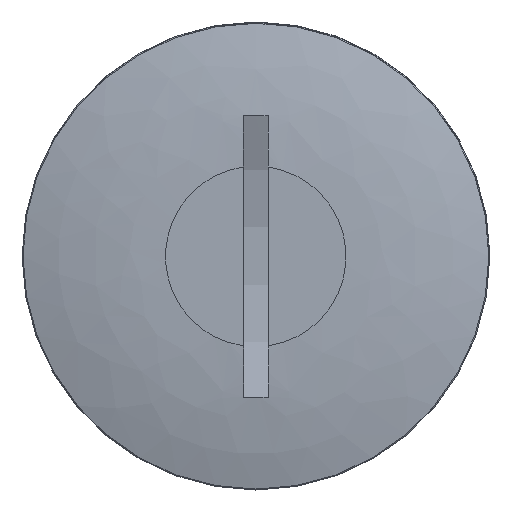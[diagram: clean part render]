
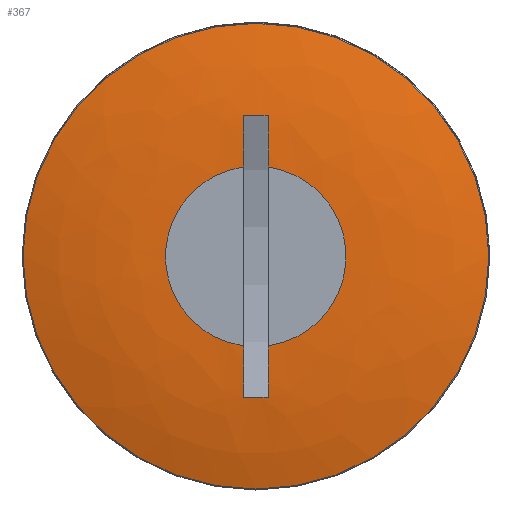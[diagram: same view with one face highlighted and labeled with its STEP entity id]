
A CAD part, left-side view. The second image highlights one B-rep face of the part: STEP entity #367.
In plain terms, the highlighted free-form (B-spline) face has degree [2, 2] with [3, 9] control points.
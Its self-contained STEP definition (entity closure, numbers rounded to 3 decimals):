
#27=ELLIPSE('',#437,420.871,169.284);
#28=ELLIPSE('',#439,420.871,169.284);
#29=ELLIPSE('',#442,420.871,169.284);
#30=ELLIPSE('',#444,420.871,169.284);
#31=(
BOUNDED_CURVE()
B_SPLINE_CURVE(2,(#1227,#1228,#1229),.UNSPECIFIED.,.F.,.F.)
B_SPLINE_CURVE_WITH_KNOTS((3,3),(1.3,1.468),
 .UNSPECIFIED.)
CURVE()
GEOMETRIC_REPRESENTATION_ITEM()
RATIONAL_B_SPLINE_CURVE((1.,0.995,0.996))
REPRESENTATION_ITEM('')
);
#32=(
BOUNDED_SURFACE()
B_SPLINE_SURFACE(2,2,((#1199,#1200,#1201,#1202,#1203,#1204,#1205,#1206,
#1207),(#1208,#1209,#1210,#1211,#1212,#1213,#1214,#1215,#1216),(#1217,#1218,
#1219,#1220,#1221,#1222,#1223,#1224,#1225)),.UNSPECIFIED.,.F.,.T.,.F.)
B_SPLINE_SURFACE_WITH_KNOTS((3,3),(3,2,2,2,3),(-1.56,-1.3),
(-3.142,-1.571,0.,1.571,3.142),
 .UNSPECIFIED.)
GEOMETRIC_REPRESENTATION_ITEM()
RATIONAL_B_SPLINE_SURFACE(((1.,0.707,1.,0.707,1.,
0.707,1.,0.707,1.),(0.992,0.701,
0.992,0.701,0.992,0.701,
0.992,0.701,0.992),(1.,0.707,
1.,0.707,1.,0.707,1.,0.707,1.)))
REPRESENTATION_ITEM('')
SURFACE()
);
#38=LINE('',#1233,#47);
#39=LINE('',#1241,#48);
#40=LINE('',#1247,#49);
#41=LINE('',#1255,#50);
#47=VECTOR('',#516,10.);
#48=VECTOR('',#523,10.);
#49=VECTOR('',#528,10.);
#50=VECTOR('',#535,10.);
#91=FACE_OUTER_BOUND('',#120,.T.);
#120=EDGE_LOOP('',(#286,#287,#288,#289,#290,#291,#292,#293,#294,#295,#296,
#297,#298,#299,#300,#301,#302,#303));
#149=CIRCLE('',#433,28.384);
#150=CIRCLE('',#434,28.384);
#152=CIRCLE('',#436,81.39);
#153=CIRCLE('',#438,11.);
#154=CIRCLE('',#440,81.39);
#155=CIRCLE('',#441,81.39);
#156=CIRCLE('',#443,11.);
#157=CIRCLE('',#445,81.39);
#190=VERTEX_POINT('',#1193);
#191=VERTEX_POINT('',#1194);
#193=VERTEX_POINT('',#1226);
#194=VERTEX_POINT('',#1230);
#195=VERTEX_POINT('',#1232);
#196=VERTEX_POINT('',#1234);
#197=VERTEX_POINT('',#1236);
#198=VERTEX_POINT('',#1238);
#199=VERTEX_POINT('',#1240);
#200=VERTEX_POINT('',#1242);
#201=VERTEX_POINT('',#1244);
#202=VERTEX_POINT('',#1246);
#203=VERTEX_POINT('',#1248);
#204=VERTEX_POINT('',#1250);
#205=VERTEX_POINT('',#1252);
#206=VERTEX_POINT('',#1254);
#229=EDGE_CURVE('',#190,#191,#149,.T.);
#230=EDGE_CURVE('',#191,#190,#150,.T.);
#232=EDGE_CURVE('',#191,#193,#31,.T.);
#233=EDGE_CURVE('',#193,#194,#152,.T.);
#234=EDGE_CURVE('',#194,#195,#38,.T.);
#235=EDGE_CURVE('',#195,#196,#27,.T.);
#236=EDGE_CURVE('',#196,#197,#153,.T.);
#237=EDGE_CURVE('',#197,#198,#28,.T.);
#238=EDGE_CURVE('',#198,#199,#39,.T.);
#239=EDGE_CURVE('',#199,#200,#154,.T.);
#240=EDGE_CURVE('',#200,#201,#155,.T.);
#241=EDGE_CURVE('',#201,#202,#40,.T.);
#242=EDGE_CURVE('',#202,#203,#29,.T.);
#243=EDGE_CURVE('',#203,#204,#156,.T.);
#244=EDGE_CURVE('',#204,#205,#30,.T.);
#245=EDGE_CURVE('',#205,#206,#41,.T.);
#246=EDGE_CURVE('',#206,#193,#157,.T.);
#286=ORIENTED_EDGE('',*,*,#229,.F.);
#287=ORIENTED_EDGE('',*,*,#230,.F.);
#288=ORIENTED_EDGE('',*,*,#232,.T.);
#289=ORIENTED_EDGE('',*,*,#233,.T.);
#290=ORIENTED_EDGE('',*,*,#234,.T.);
#291=ORIENTED_EDGE('',*,*,#235,.T.);
#292=ORIENTED_EDGE('',*,*,#236,.T.);
#293=ORIENTED_EDGE('',*,*,#237,.T.);
#294=ORIENTED_EDGE('',*,*,#238,.T.);
#295=ORIENTED_EDGE('',*,*,#239,.T.);
#296=ORIENTED_EDGE('',*,*,#240,.T.);
#297=ORIENTED_EDGE('',*,*,#241,.T.);
#298=ORIENTED_EDGE('',*,*,#242,.T.);
#299=ORIENTED_EDGE('',*,*,#243,.T.);
#300=ORIENTED_EDGE('',*,*,#244,.T.);
#301=ORIENTED_EDGE('',*,*,#245,.T.);
#302=ORIENTED_EDGE('',*,*,#246,.T.);
#303=ORIENTED_EDGE('',*,*,#232,.F.);
#367=ADVANCED_FACE('',(#91),#32,.F.);
#433=AXIS2_PLACEMENT_3D('',#1195,#508,#509);
#434=AXIS2_PLACEMENT_3D('',#1196,#510,#511);
#436=AXIS2_PLACEMENT_3D('',#1231,#514,#515);
#437=AXIS2_PLACEMENT_3D('',#1235,#517,#518);
#438=AXIS2_PLACEMENT_3D('',#1237,#519,#520);
#439=AXIS2_PLACEMENT_3D('',#1239,#521,#522);
#440=AXIS2_PLACEMENT_3D('',#1243,#524,#525);
#441=AXIS2_PLACEMENT_3D('',#1245,#526,#527);
#442=AXIS2_PLACEMENT_3D('',#1249,#529,#530);
#443=AXIS2_PLACEMENT_3D('',#1251,#531,#532);
#444=AXIS2_PLACEMENT_3D('',#1253,#533,#534);
#445=AXIS2_PLACEMENT_3D('',#1256,#536,#537);
#508=DIRECTION('center_axis',(1.,0.,0.));
#509=DIRECTION('ref_axis',(0.,-1.,0.));
#510=DIRECTION('center_axis',(1.,0.,0.));
#511=DIRECTION('ref_axis',(0.,-1.,0.));
#514=DIRECTION('center_axis',(0.919,0.,0.394));
#515=DIRECTION('ref_axis',(-0.394,-0.018,0.919));
#516=DIRECTION('',(-0.102,0.,-0.995));
#517=DIRECTION('center_axis',(0.,-1.,0.));
#518=DIRECTION('ref_axis',(0.994,0.,-0.107));
#519=DIRECTION('center_axis',(1.,0.,0.));
#520=DIRECTION('ref_axis',(0.,0.,-1.));
#521=DIRECTION('center_axis',(0.,-1.,0.));
#522=DIRECTION('ref_axis',(0.994,0.,0.107));
#523=DIRECTION('',(0.102,0.,-0.995));
#524=DIRECTION('center_axis',(0.919,0.,-0.394));
#525=DIRECTION('ref_axis',(-0.394,0.,-0.919));
#526=DIRECTION('center_axis',(0.919,0.,-0.394));
#527=DIRECTION('ref_axis',(-0.394,0.018,-0.919));
#528=DIRECTION('',(-0.102,0.,0.995));
#529=DIRECTION('center_axis',(0.,1.,0.));
#530=DIRECTION('ref_axis',(0.994,0.,0.107));
#531=DIRECTION('center_axis',(1.,0.,0.));
#532=DIRECTION('ref_axis',(0.,0.,-1.));
#533=DIRECTION('center_axis',(0.,1.,0.));
#534=DIRECTION('ref_axis',(0.994,0.,-0.107));
#535=DIRECTION('',(0.102,0.,0.995));
#536=DIRECTION('center_axis',(0.919,0.,0.394));
#537=DIRECTION('ref_axis',(-0.394,0.,0.919));
#1193=CARTESIAN_POINT('',(-13.532,28.384,0.));
#1194=CARTESIAN_POINT('',(-13.532,0.,28.384));
#1195=CARTESIAN_POINT('Origin',(-13.532,0.,0.));
#1196=CARTESIAN_POINT('Origin',(-13.532,0.,0.));
#1199=CARTESIAN_POINT('Ctrl Pts',(-16.,0.,11.));
#1200=CARTESIAN_POINT('Ctrl Pts',(-16.,-11.,11.));
#1201=CARTESIAN_POINT('Ctrl Pts',(-16.,-11.,0.));
#1202=CARTESIAN_POINT('Ctrl Pts',(-16.,-11.,-11.));
#1203=CARTESIAN_POINT('Ctrl Pts',(-16.,0.,-11.));
#1204=CARTESIAN_POINT('Ctrl Pts',(-16.,11.,-11.));
#1205=CARTESIAN_POINT('Ctrl Pts',(-16.,11.,0.));
#1206=CARTESIAN_POINT('Ctrl Pts',(-16.,11.,11.));
#1207=CARTESIAN_POINT('Ctrl Pts',(-16.,0.,11.));
#1208=CARTESIAN_POINT('Ctrl Pts',(-15.902,0.,19.853));
#1209=CARTESIAN_POINT('Ctrl Pts',(-15.902,-19.853,19.853));
#1210=CARTESIAN_POINT('Ctrl Pts',(-15.902,-19.853,0.));
#1211=CARTESIAN_POINT('Ctrl Pts',(-15.902,-19.853,-19.853));
#1212=CARTESIAN_POINT('Ctrl Pts',(-15.902,0.,-19.853));
#1213=CARTESIAN_POINT('Ctrl Pts',(-15.902,19.853,-19.853));
#1214=CARTESIAN_POINT('Ctrl Pts',(-15.902,19.853,0.));
#1215=CARTESIAN_POINT('Ctrl Pts',(-15.902,19.853,19.853));
#1216=CARTESIAN_POINT('Ctrl Pts',(-15.902,0.,19.853));
#1217=CARTESIAN_POINT('Ctrl Pts',(-13.532,0.,28.384));
#1218=CARTESIAN_POINT('Ctrl Pts',(-13.532,-28.384,28.384));
#1219=CARTESIAN_POINT('Ctrl Pts',(-13.532,-28.384,0.));
#1220=CARTESIAN_POINT('Ctrl Pts',(-13.532,-28.384,-28.384));
#1221=CARTESIAN_POINT('Ctrl Pts',(-13.532,0.,-28.384));
#1222=CARTESIAN_POINT('Ctrl Pts',(-13.532,28.384,-28.384));
#1223=CARTESIAN_POINT('Ctrl Pts',(-13.532,28.384,0.));
#1224=CARTESIAN_POINT('Ctrl Pts',(-13.532,28.384,28.384));
#1225=CARTESIAN_POINT('Ctrl Pts',(-13.532,0.,28.384));
#1226=CARTESIAN_POINT('',(-15.65,0.,17.168));
#1227=CARTESIAN_POINT('Ctrl Pts',(-13.532,0.,28.384));
#1228=CARTESIAN_POINT('Ctrl Pts',(-15.065,0.,22.866));
#1229=CARTESIAN_POINT('Ctrl Pts',(-15.65,0.,17.168));
#1230=CARTESIAN_POINT('',(-15.645,-1.5,17.156));
#1231=CARTESIAN_POINT('Origin',(16.405,-0.001,-57.643));
#1232=CARTESIAN_POINT('',(-15.65,-1.5,17.103));
#1233=CARTESIAN_POINT('',(-15.645,-1.5,17.156));
#1234=CARTESIAN_POINT('',(-16.,-1.5,10.897));
#1235=CARTESIAN_POINT('Origin',(402.828,-1.5,-27.711));
#1236=CARTESIAN_POINT('',(-16.,-1.5,-10.897));
#1237=CARTESIAN_POINT('Origin',(-16.,0.,0.));
#1238=CARTESIAN_POINT('',(-15.65,-1.5,-17.103));
#1239=CARTESIAN_POINT('Origin',(402.828,-1.5,27.711));
#1240=CARTESIAN_POINT('',(-15.645,-1.5,-17.156));
#1241=CARTESIAN_POINT('',(-15.65,-1.5,-17.103));
#1242=CARTESIAN_POINT('',(-15.65,0.,-17.168));
#1243=CARTESIAN_POINT('Origin',(16.405,-0.001,57.643));
#1244=CARTESIAN_POINT('',(-15.645,1.5,-17.156));
#1245=CARTESIAN_POINT('Origin',(16.405,0.001,57.643));
#1246=CARTESIAN_POINT('',(-15.65,1.5,-17.103));
#1247=CARTESIAN_POINT('',(-15.645,1.5,-17.156));
#1248=CARTESIAN_POINT('',(-16.,1.5,-10.897));
#1249=CARTESIAN_POINT('Origin',(402.828,1.5,27.711));
#1250=CARTESIAN_POINT('',(-16.,1.5,10.897));
#1251=CARTESIAN_POINT('Origin',(-16.,0.,0.));
#1252=CARTESIAN_POINT('',(-15.65,1.5,17.103));
#1253=CARTESIAN_POINT('Origin',(402.828,1.5,-27.711));
#1254=CARTESIAN_POINT('',(-15.645,1.5,17.156));
#1255=CARTESIAN_POINT('',(-15.65,1.5,17.103));
#1256=CARTESIAN_POINT('Origin',(16.405,0.001,-57.643));
